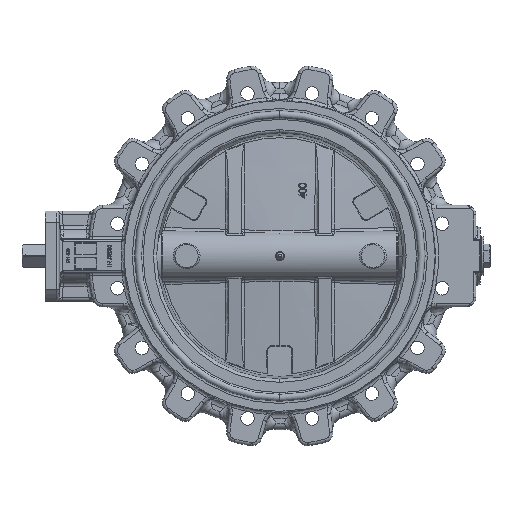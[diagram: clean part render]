
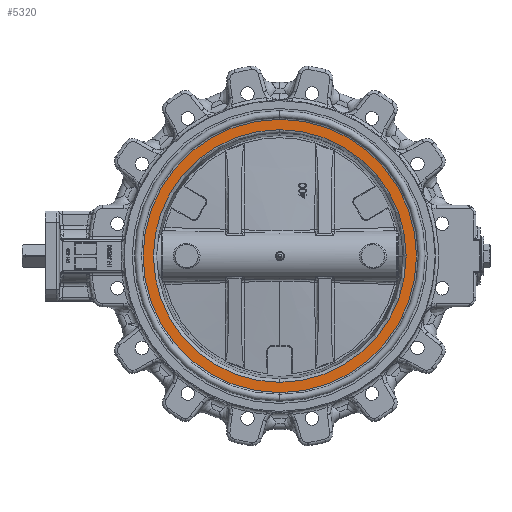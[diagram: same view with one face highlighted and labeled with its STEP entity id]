
A CAD part, left-side view. The second image highlights one B-rep face of the part: STEP entity #5320.
In plain terms, the highlighted planar face has unit normal (-1, 0, 0).
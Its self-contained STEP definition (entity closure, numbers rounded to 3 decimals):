
#1811 = CARTESIAN_POINT ( 'NONE',  ( -50.75, 0., 212.646 ) ) ;
#4913 = VERTEX_POINT ( 'NONE', #92151 ) ;
#5133 = EDGE_LOOP ( 'NONE', ( #11812, #52534 ) ) ;
#5307 = CARTESIAN_POINT ( 'NONE',  ( -50.75, 0., 0. ) ) ;
#5320 = ADVANCED_FACE ( 'NONE', ( #16260, #96791 ), #64266, .T. ) ;
#5769 = DIRECTION ( 'NONE',  ( 0., 0., -1. ) ) ;
#7658 = DIRECTION ( 'NONE',  ( 0., 0., -1. ) ) ;
#10118 = ORIENTED_EDGE ( 'NONE', *, *, #79611, .F. ) ;
#10939 = AXIS2_PLACEMENT_3D ( 'NONE', #5307, #46330, #22332 ) ;
#11812 = ORIENTED_EDGE ( 'NONE', *, *, #20338, .T. ) ;
#13536 = VERTEX_POINT ( 'NONE', #1811 ) ;
#15449 = VERTEX_POINT ( 'NONE', #94532 ) ;
#16260 = FACE_BOUND ( 'NONE', #5133, .T. ) ;
#20338 = EDGE_CURVE ( 'NONE', #4913, #88160, #72285, .T. ) ;
#22332 = DIRECTION ( 'NONE',  ( 0., 0., -1. ) ) ;
#22782 = CARTESIAN_POINT ( 'NONE',  ( -50.75, 0., 0. ) ) ;
#32921 = ORIENTED_EDGE ( 'NONE', *, *, #39115, .F. ) ;
#39115 = EDGE_CURVE ( 'NONE', #13536, #15449, #64454, .T. ) ;
#39130 = CARTESIAN_POINT ( 'NONE',  ( -50.75, 0., 196.522 ) ) ;
#39783 = DIRECTION ( 'NONE',  ( 1., 0., 0. ) ) ;
#40660 = AXIS2_PLACEMENT_3D ( 'NONE', #56272, #63747, #64798 ) ;
#46330 = DIRECTION ( 'NONE',  ( 1., 0., 0. ) ) ;
#52534 = ORIENTED_EDGE ( 'NONE', *, *, #97186, .T. ) ;
#56272 = CARTESIAN_POINT ( 'NONE',  ( -50.75, 0., -212.646 ) ) ;
#56315 = DIRECTION ( 'NONE',  ( 0., 0., -1. ) ) ;
#63745 = AXIS2_PLACEMENT_3D ( 'NONE', #80700, #89744, #7658 ) ;
#63747 = DIRECTION ( 'NONE',  ( -1., 0., 0. ) ) ;
#64266 = PLANE ( 'NONE',  #40660 ) ;
#64454 = CIRCLE ( 'NONE', #95123, 212.646 ) ;
#64798 = DIRECTION ( 'NONE',  ( 0., 0., 1. ) ) ;
#70273 = DIRECTION ( 'NONE',  ( 1., 0., 0. ) ) ;
#72285 = CIRCLE ( 'NONE', #63745, 196.522 ) ;
#79611 = EDGE_CURVE ( 'NONE', #15449, #13536, #104599, .T. ) ;
#80700 = CARTESIAN_POINT ( 'NONE',  ( -50.75, 0., 0. ) ) ;
#85469 = AXIS2_PLACEMENT_3D ( 'NONE', #88819, #39783, #56315 ) ;
#88160 = VERTEX_POINT ( 'NONE', #39130 ) ;
#88819 = CARTESIAN_POINT ( 'NONE',  ( -50.75, 0., 0. ) ) ;
#89744 = DIRECTION ( 'NONE',  ( 1., 0., 0. ) ) ;
#92151 = CARTESIAN_POINT ( 'NONE',  ( -50.75, 0., -196.522 ) ) ;
#94532 = CARTESIAN_POINT ( 'NONE',  ( -50.75, 0., -212.646 ) ) ;
#95123 = AXIS2_PLACEMENT_3D ( 'NONE', #22782, #70273, #5769 ) ;
#96791 = FACE_OUTER_BOUND ( 'NONE', #102586, .T. ) ;
#97186 = EDGE_CURVE ( 'NONE', #88160, #4913, #104230, .T. ) ;
#102586 = EDGE_LOOP ( 'NONE', ( #10118, #32921 ) ) ;
#104230 = CIRCLE ( 'NONE', #85469, 196.522 ) ;
#104599 = CIRCLE ( 'NONE', #10939, 212.646 ) ;
